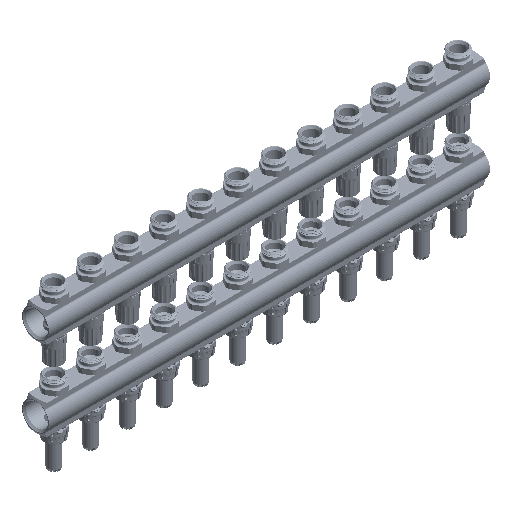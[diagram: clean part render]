
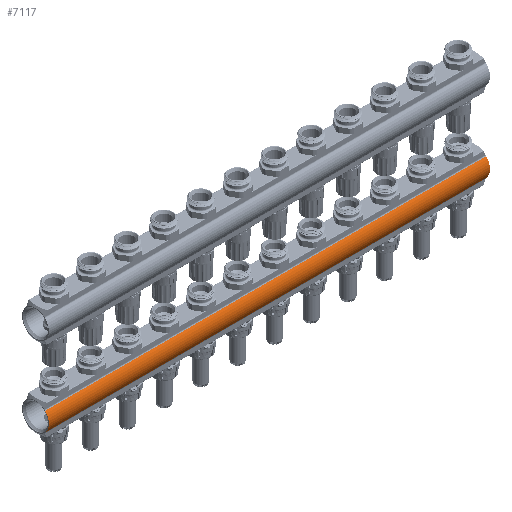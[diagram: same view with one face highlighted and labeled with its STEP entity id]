
A CAD part, isometric view. The second image highlights one B-rep face of the part: STEP entity #7117.
In plain terms, the highlighted cylindrical face has radius 18.25 mm (diameter 36.5 mm), a partial arc.
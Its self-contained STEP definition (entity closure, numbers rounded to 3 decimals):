
#11=CARTESIAN_POINT('',(-300.,0.,0.));
#12=DIRECTION('',(1.,0.,0.));
#13=DIRECTION('',(0.,-0.716,0.698));
#14=AXIS2_PLACEMENT_3D('',#11,#12,#13);
#16=CARTESIAN_POINT('',(-300.,0.,0.));
#17=DIRECTION('',(1.,0.,0.));
#18=DIRECTION('',(0.,-1.,0.));
#19=AXIS2_PLACEMENT_3D('',#16,#17,#18);
#151=DIRECTION('',(-1.,0.,0.));
#152=VECTOR('',#151,600.);
#153=CARTESIAN_POINT('',(300.,-13.068,12.739));
#154=LINE('',#153,#152);
#194=CARTESIAN_POINT('',(300.,0.,0.));
#195=DIRECTION('',(-1.,0.,0.));
#196=DIRECTION('',(0.,-0.716,-0.698));
#197=AXIS2_PLACEMENT_3D('',#194,#195,#196);
#199=CARTESIAN_POINT('',(300.,0.,0.));
#200=DIRECTION('',(-1.,0.,0.));
#201=DIRECTION('',(0.,-1.,0.));
#202=AXIS2_PLACEMENT_3D('',#199,#200,#201);
#1879=DIRECTION('',(-1.,0.,0.));
#1880=VECTOR('',#1879,600.);
#1881=CARTESIAN_POINT('',(300.,-13.068,-12.739));
#1882=LINE('',#1881,#1880);
#4591=CARTESIAN_POINT('',(-300.,-13.068,12.739));
#4592=VERTEX_POINT('',#4591);
#4593=CARTESIAN_POINT('',(-300.,-18.25,0.));
#4594=VERTEX_POINT('',#4593);
#4595=CARTESIAN_POINT('',(-300.,-13.068,-12.739));
#4596=VERTEX_POINT('',#4595);
#4631=CARTESIAN_POINT('',(300.,-13.068,12.739));
#4632=VERTEX_POINT('',#4631);
#4641=CARTESIAN_POINT('',(300.,-13.068,-12.739));
#4642=VERTEX_POINT('',#4641);
#4643=CARTESIAN_POINT('',(300.,-18.25,0.));
#4644=VERTEX_POINT('',#4643);
#7104=CARTESIAN_POINT('',(-300.,0.,0.));
#7105=DIRECTION('',(1.,0.,0.));
#7106=DIRECTION('',(0.,-1.,0.));
#7107=AXIS2_PLACEMENT_3D('',#7104,#7105,#7106);
#7108=CYLINDRICAL_SURFACE('',#7107,18.25);
#7109=ORIENTED_EDGE('',*,*,#6848,.T.);
#7110=ORIENTED_EDGE('',*,*,#5489,.F.);
#7111=ORIENTED_EDGE('',*,*,#5487,.F.);
#7112=ORIENTED_EDGE('',*,*,#5588,.F.);
#7113=ORIENTED_EDGE('',*,*,#5616,.F.);
#7114=ORIENTED_EDGE('',*,*,#5614,.F.);
#7115=EDGE_LOOP('',(#7109,#7110,#7111,#7112,#7113,#7114));
#7116=FACE_OUTER_BOUND('',#7115,.F.);
#7117=ADVANCED_FACE('',(#7116),#7108,.T.);
#15=CIRCLE('',#14,18.25);
#20=CIRCLE('',#19,18.25);
#198=CIRCLE('',#197,18.25);
#203=CIRCLE('',#202,18.25);
#5487=EDGE_CURVE('',#4592,#4594,#15,.T.);
#5489=EDGE_CURVE('',#4594,#4596,#20,.T.);
#5588=EDGE_CURVE('',#4632,#4592,#154,.T.);
#5614=EDGE_CURVE('',#4642,#4644,#198,.T.);
#5616=EDGE_CURVE('',#4644,#4632,#203,.T.);
#6848=EDGE_CURVE('',#4642,#4596,#1882,.T.);
